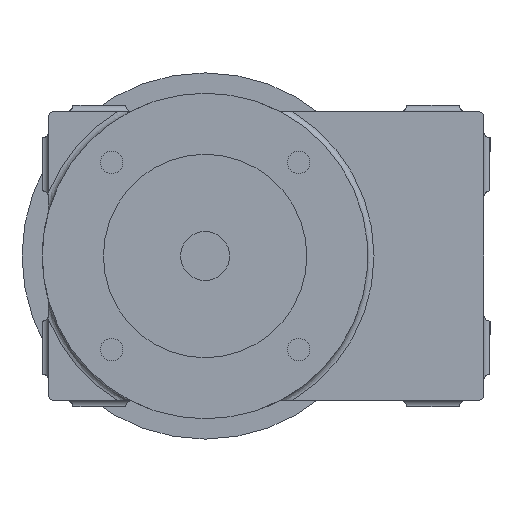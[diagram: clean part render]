
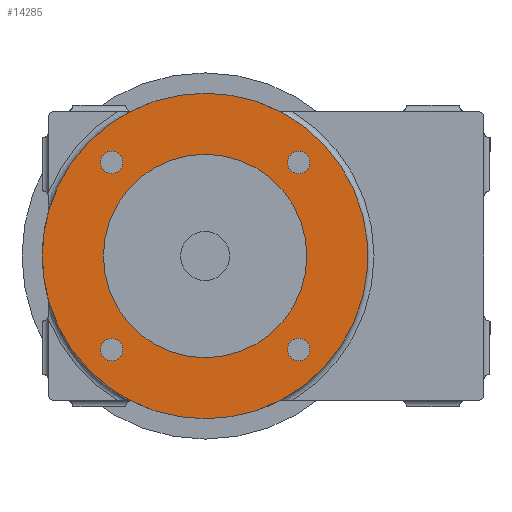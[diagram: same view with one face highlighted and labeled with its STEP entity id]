
A CAD part, left-side view. The second image highlights one B-rep face of the part: STEP entity #14285.
In plain terms, the highlighted planar face has unit normal (-1, 0, 0).
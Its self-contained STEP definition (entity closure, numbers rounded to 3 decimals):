
#667=CARTESIAN_POINT('',(0.,38.5,-10.851));
#668=VERTEX_POINT('',#667);
#695=CARTESIAN_POINT('',(0.,18.432,-35.5));
#696=VERTEX_POINT('',#695);
#710=CARTESIAN_POINT('',(0.,0.0,0.0));
#711=DIRECTION('',(1.0,0.0,0.0));
#712=DIRECTION('',(0.0,1.0,0.0));
#713=AXIS2_PLACEMENT_3D('',#710,#711,#712);
#714=CIRCLE('',#713,40.0);
#715=EDGE_CURVE('',#696,#668,#714,.T.);
#765=CARTESIAN_POINT('',(0.,38.5,10.851));
#766=VERTEX_POINT('',#765);
#767=CARTESIAN_POINT('',(0.,0.0,0.0));
#768=DIRECTION('',(1.0,0.0,0.0));
#769=DIRECTION('',(0.0,1.0,0.0));
#770=AXIS2_PLACEMENT_3D('',#767,#768,#769);
#771=CIRCLE('',#770,40.0);
#772=EDGE_CURVE('',#668,#766,#771,.T.);
#843=CARTESIAN_POINT('',(0.,-18.432,-35.5));
#844=VERTEX_POINT('',#843);
#869=CARTESIAN_POINT('',(0.,-18.432,35.5));
#870=VERTEX_POINT('',#869);
#884=CARTESIAN_POINT('',(0.,0.0,0.0));
#885=DIRECTION('',(1.0,0.0,0.0));
#886=DIRECTION('',(0.0,1.0,0.0));
#887=AXIS2_PLACEMENT_3D('',#884,#885,#886);
#888=CIRCLE('',#887,40.0);
#889=EDGE_CURVE('',#870,#844,#888,.T.);
#971=CARTESIAN_POINT('',(0.,0.0,0.0));
#972=DIRECTION('',(1.0,0.0,0.0));
#973=DIRECTION('',(0.0,1.0,0.0));
#974=AXIS2_PLACEMENT_3D('',#971,#972,#973);
#975=CIRCLE('',#974,40.0);
#976=EDGE_CURVE('',#844,#696,#975,.T.);
#1010=CARTESIAN_POINT('',(0.,18.432,35.5));
#1011=VERTEX_POINT('',#1010);
#1051=CARTESIAN_POINT('',(0.,0.0,0.0));
#1052=DIRECTION('',(1.0,0.0,0.0));
#1053=DIRECTION('',(0.0,1.0,0.0));
#1054=AXIS2_PLACEMENT_3D('',#1051,#1052,#1053);
#1055=CIRCLE('',#1054,40.0);
#1056=EDGE_CURVE('',#766,#1011,#1055,.T.);
#1537=CARTESIAN_POINT('',(0.,0.0,0.0));
#1538=DIRECTION('',(1.0,0.0,0.0));
#1539=DIRECTION('',(0.0,1.0,0.0));
#1540=AXIS2_PLACEMENT_3D('',#1537,#1538,#1539);
#1541=CIRCLE('',#1540,40.0);
#1542=EDGE_CURVE('',#1011,#870,#1541,.T.);
#13830=CARTESIAN_POINT('',(0.,-22.981,25.731));
#13831=VERTEX_POINT('',#13830);
#13832=CARTESIAN_POINT('',(0.,-22.981,22.981));
#13833=DIRECTION('',(1.0,0.0,0.0));
#13834=DIRECTION('',(0.0,0.0,1.0));
#13835=AXIS2_PLACEMENT_3D('',#13832,#13833,#13834);
#13836=CIRCLE('',#13835,2.75);
#13837=EDGE_CURVE('',#13831,#13831,#13836,.T.);
#13888=CARTESIAN_POINT('',(0.,-22.981,-20.231));
#13889=VERTEX_POINT('',#13888);
#13890=CARTESIAN_POINT('',(0.,-22.981,-22.981));
#13891=DIRECTION('',(1.0,0.0,0.0));
#13892=DIRECTION('',(0.0,0.0,1.0));
#13893=AXIS2_PLACEMENT_3D('',#13890,#13891,#13892);
#13894=CIRCLE('',#13893,2.75);
#13895=EDGE_CURVE('',#13889,#13889,#13894,.T.);
#13946=CARTESIAN_POINT('',(0.,22.981,-20.231));
#13947=VERTEX_POINT('',#13946);
#13948=CARTESIAN_POINT('',(0.,22.981,-22.981));
#13949=DIRECTION('',(1.0,0.0,0.0));
#13950=DIRECTION('',(0.0,0.0,1.0));
#13951=AXIS2_PLACEMENT_3D('',#13948,#13949,#13950);
#13952=CIRCLE('',#13951,2.75);
#13953=EDGE_CURVE('',#13947,#13947,#13952,.T.);
#14004=CARTESIAN_POINT('',(0.,22.981,25.731));
#14005=VERTEX_POINT('',#14004);
#14006=CARTESIAN_POINT('',(0.,22.981,22.981));
#14007=DIRECTION('',(1.0,0.0,0.0));
#14008=DIRECTION('',(0.0,0.0,1.0));
#14009=AXIS2_PLACEMENT_3D('',#14006,#14007,#14008);
#14010=CIRCLE('',#14009,2.75);
#14011=EDGE_CURVE('',#14005,#14005,#14010,.T.);
#14194=CARTESIAN_POINT('',(0.,25.0,0.0));
#14195=VERTEX_POINT('',#14194);
#14196=CARTESIAN_POINT('',(0.,0.0,0.0));
#14197=DIRECTION('',(1.0,0.0,0.0));
#14198=DIRECTION('',(0.0,1.0,0.0));
#14199=AXIS2_PLACEMENT_3D('',#14196,#14197,#14198);
#14200=CIRCLE('',#14199,25.0);
#14201=EDGE_CURVE('',#14195,#14195,#14200,.T.);
#14257=CARTESIAN_POINT('',(0.,32.5,0.0));
#14258=DIRECTION('',(-1.0,0.0,0.0));
#14259=DIRECTION('',(0.0,0.0,1.0));
#14260=AXIS2_PLACEMENT_3D('',#14257,#14258,#14259);
#14261=PLANE('',#14260);
#14262=ORIENTED_EDGE('',*,*,#1542,.F.);
#14263=ORIENTED_EDGE('',*,*,#1056,.F.);
#14264=ORIENTED_EDGE('',*,*,#772,.F.);
#14265=ORIENTED_EDGE('',*,*,#715,.F.);
#14266=ORIENTED_EDGE('',*,*,#976,.F.);
#14267=ORIENTED_EDGE('',*,*,#889,.F.);
#14268=EDGE_LOOP('',(#14262,#14263,#14264,#14265,#14266,#14267));
#14269=FACE_OUTER_BOUND('',#14268,.T.);
#14270=ORIENTED_EDGE('',*,*,#13837,.T.);
#14271=EDGE_LOOP('',(#14270));
#14272=FACE_BOUND('',#14271,.T.);
#14273=ORIENTED_EDGE('',*,*,#13895,.T.);
#14274=EDGE_LOOP('',(#14273));
#14275=FACE_BOUND('',#14274,.T.);
#14276=ORIENTED_EDGE('',*,*,#13953,.T.);
#14277=EDGE_LOOP('',(#14276));
#14278=FACE_BOUND('',#14277,.T.);
#14279=ORIENTED_EDGE('',*,*,#14011,.T.);
#14280=EDGE_LOOP('',(#14279));
#14281=FACE_BOUND('',#14280,.T.);
#14282=ORIENTED_EDGE('',*,*,#14201,.T.);
#14283=EDGE_LOOP('',(#14282));
#14284=FACE_BOUND('',#14283,.T.);
#14285=ADVANCED_FACE('',(#14269,#14272,#14275,#14278,#14281,#14284),#14261,.T.);
